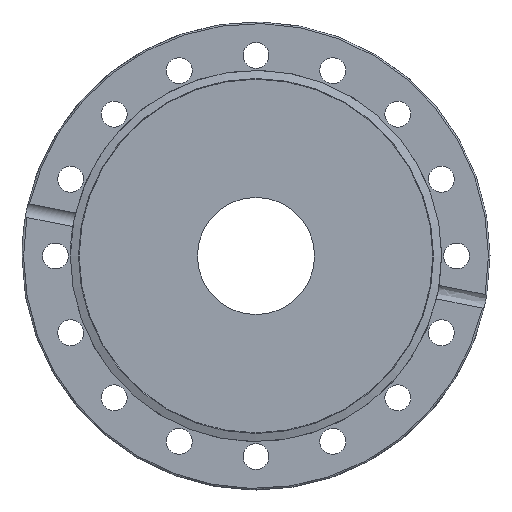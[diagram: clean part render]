
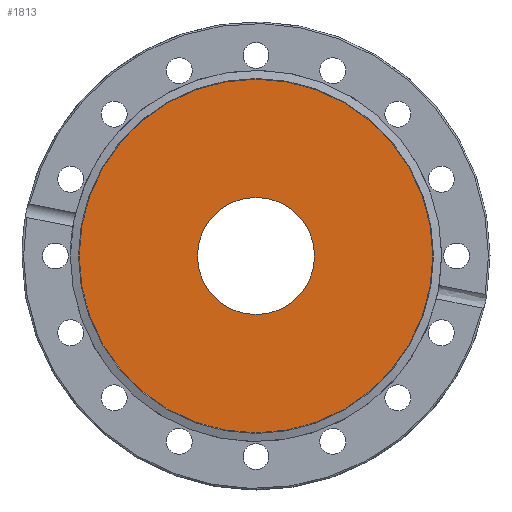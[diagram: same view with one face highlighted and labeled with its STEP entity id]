
A CAD part, left-side view. The second image highlights one B-rep face of the part: STEP entity #1813.
In plain terms, the highlighted planar face has unit normal (-1, 0, 0).
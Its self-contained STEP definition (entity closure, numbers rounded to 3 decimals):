
#1779=CARTESIAN_POINT('',(1.2,19.0,0.0));
#1780=VERTEX_POINT('',#1779);
#1781=CARTESIAN_POINT('',(1.2,0.0,0.0));
#1782=DIRECTION('',(1.0,0.0,0.0));
#1783=DIRECTION('',(0.0,1.0,0.0));
#1784=AXIS2_PLACEMENT_3D('',#1781,#1782,#1783);
#1785=CIRCLE('',#1784,19.0);
#1786=EDGE_CURVE('',#1780,#1780,#1785,.T.);
#1794=CARTESIAN_POINT('',(1.2,38.216,0.0));
#1795=DIRECTION('',(-1.0,0.0,0.0));
#1796=DIRECTION('',(0.0,0.0,1.0));
#1797=AXIS2_PLACEMENT_3D('',#1794,#1795,#1796);
#1798=PLANE('',#1797);
#1799=CARTESIAN_POINT('',(1.2,57.432,0.0));
#1800=VERTEX_POINT('',#1799);
#1801=CARTESIAN_POINT('',(1.2,0.0,0.0));
#1802=DIRECTION('',(1.0,0.0,0.0));
#1803=DIRECTION('',(0.0,1.0,0.0));
#1804=AXIS2_PLACEMENT_3D('',#1801,#1802,#1803);
#1805=CIRCLE('',#1804,57.432);
#1806=EDGE_CURVE('',#1800,#1800,#1805,.T.);
#1807=ORIENTED_EDGE('',*,*,#1806,.F.);
#1808=EDGE_LOOP('',(#1807));
#1809=FACE_OUTER_BOUND('',#1808,.T.);
#1810=ORIENTED_EDGE('',*,*,#1786,.T.);
#1811=EDGE_LOOP('',(#1810));
#1812=FACE_BOUND('',#1811,.T.);
#1813=ADVANCED_FACE('',(#1809,#1812),#1798,.T.);
